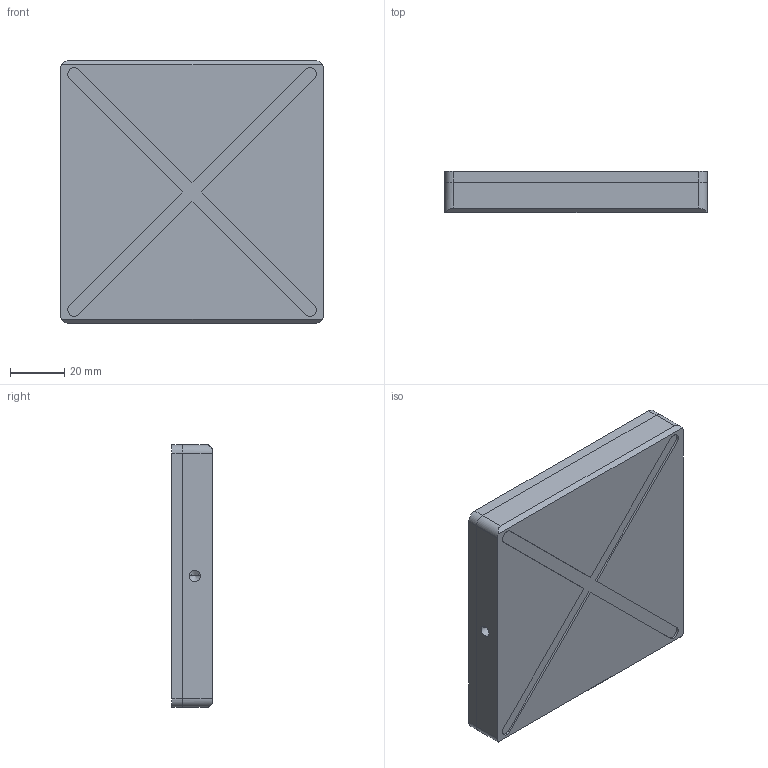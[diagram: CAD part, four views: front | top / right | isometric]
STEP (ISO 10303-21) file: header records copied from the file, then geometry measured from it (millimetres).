
FILE_DESCRIPTION (( 'STEP AP214' ), '1' );
FILE_NAME ('S17097115.STEP', '2024-01-25T17:18:57', ( '' ), ( '' ), 'SwSTEP 2.0', 'SolidWorks 2023', '' );
FILE_SCHEMA (( 'AUTOMOTIVE_DESIGN' ));
Length unit declared in the file: millimetre
Products named in the file (4): 17S097115-TEMPLATE; S90A002; 62S097115-TEMPLATE; S17097115
Assembly tree (2 placements, depth 2):
  S90A002
  S17097115
    17S097115-TEMPLATE
    62S097115-TEMPLATE
Bounding box: 96.9 x 15 x 96.9 mm (x, y, z)
Volume: 139312.8 mm3; surface area: 43740.6 mm2
Topology: 2 solids, 2 shells, 45 faces, 116 edges, 74 vertices
Faces by surface type: plane 23, cylinder 18, cone 4
Entity records: 1445 total; most frequent: CARTESIAN_POINT 248, DIRECTION 244, ORIENTED_EDGE 224, EDGE_CURVE 112, AXIS2_PLACEMENT_3D 86, VERTEX_POINT 74, LINE 72, VECTOR 72
